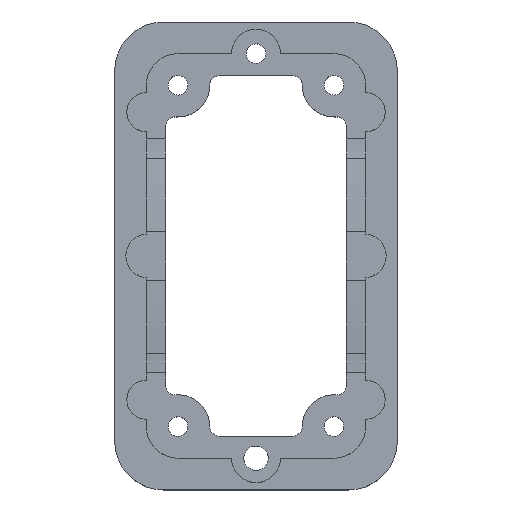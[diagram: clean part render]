
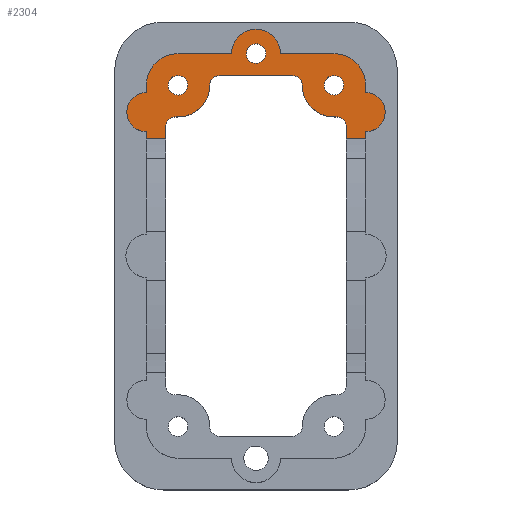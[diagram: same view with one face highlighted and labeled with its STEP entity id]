
A CAD part, top view. The second image highlights one B-rep face of the part: STEP entity #2304.
In plain terms, the highlighted planar face has unit normal (0, 0, 1).
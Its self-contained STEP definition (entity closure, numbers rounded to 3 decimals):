
#171=AXIS2_PLACEMENT_3D('Circle Axis2P3D',#169,#170,$) ;
#363=AXIS2_PLACEMENT_3D('Circle Axis2P3D',#361,#362,$) ;
#420=AXIS2_PLACEMENT_3D('Circle Axis2P3D',#418,#419,$) ;
#482=AXIS2_PLACEMENT_3D('Circle Axis2P3D',#480,#481,$) ;
#539=AXIS2_PLACEMENT_3D('Circle Axis2P3D',#537,#538,$) ;
#596=AXIS2_PLACEMENT_3D('Circle Axis2P3D',#594,#595,$) ;
#613=AXIS2_PLACEMENT_3D('Circle Axis2P3D',#611,#612,$) ;
#653=AXIS2_PLACEMENT_3D('Circle Axis2P3D',#651,#652,$) ;
#670=AXIS2_PLACEMENT_3D('Circle Axis2P3D',#668,#669,$) ;
#710=AXIS2_PLACEMENT_3D('Circle Axis2P3D',#708,#709,$) ;
#727=AXIS2_PLACEMENT_3D('Circle Axis2P3D',#725,#726,$) ;
#1726=AXIS2_PLACEMENT_3D('Circle Axis2P3D',#1724,#1725,$) ;
#1750=AXIS2_PLACEMENT_3D('Circle Axis2P3D',#1748,#1749,$) ;
#1788=AXIS2_PLACEMENT_3D('Circle Axis2P3D',#1786,#1787,$) ;
#1976=AXIS2_PLACEMENT_3D('Plane Axis2P3D',#1973,#1974,#1975) ;
#2162=AXIS2_PLACEMENT_3D('Circle Axis2P3D',#2160,#2161,$) ;
#2251=AXIS2_PLACEMENT_3D('Circle Axis2P3D',#2249,#2250,$) ;
#2265=AXIS2_PLACEMENT_3D('Circle Axis2P3D',#2263,#2264,$) ;
#40=CARTESIAN_POINT('Vertex',(6.5,72.,11.9)) ;
#56=CARTESIAN_POINT('Vertex',(10.5,72.,11.9)) ;
#59=CARTESIAN_POINT('Line Origine',(29.,72.,11.9)) ;
#90=CARTESIAN_POINT('Line Origine',(6.5,72.75,11.9)) ;
#94=CARTESIAN_POINT('Vertex',(6.5,73.5,11.9)) ;
#161=CARTESIAN_POINT('Vertex',(6.5,81.5,11.9)) ;
#169=CARTESIAN_POINT('Axis2P3D Location',(6.5,77.5,11.9)) ;
#252=CARTESIAN_POINT('Line Origine',(29.,72.,11.9)) ;
#256=CARTESIAN_POINT('Vertex',(47.5,72.,11.9)) ;
#258=CARTESIAN_POINT('Vertex',(51.5,72.,11.9)) ;
#312=CARTESIAN_POINT('Vertex',(51.5,73.5,11.9)) ;
#315=CARTESIAN_POINT('Line Origine',(51.5,72.75,11.9)) ;
#358=CARTESIAN_POINT('Vertex',(51.5,81.5,11.9)) ;
#361=CARTESIAN_POINT('Axis2P3D Location',(51.5,77.5,11.9)) ;
#384=CARTESIAN_POINT('Vertex',(51.5,83.,11.9)) ;
#387=CARTESIAN_POINT('Line Origine',(51.5,82.25,11.9)) ;
#415=CARTESIAN_POINT('Vertex',(45.,89.5,11.9)) ;
#418=CARTESIAN_POINT('Axis2P3D Location',(45.,83.,11.9)) ;
#446=CARTESIAN_POINT('Vertex',(34.,89.5,11.9)) ;
#449=CARTESIAN_POINT('Line Origine',(39.5,89.5,11.9)) ;
#477=CARTESIAN_POINT('Vertex',(24.,89.5,11.9)) ;
#480=CARTESIAN_POINT('Axis2P3D Location',(29.,89.5,11.9)) ;
#503=CARTESIAN_POINT('Vertex',(13.,89.5,11.9)) ;
#506=CARTESIAN_POINT('Line Origine',(18.5,89.5,11.9)) ;
#534=CARTESIAN_POINT('Vertex',(6.5,83.,11.9)) ;
#537=CARTESIAN_POINT('Axis2P3D Location',(13.,83.,11.9)) ;
#554=CARTESIAN_POINT('Line Origine',(6.5,82.25,11.9)) ;
#577=CARTESIAN_POINT('Vertex',(28.041,87.745,11.9)) ;
#591=CARTESIAN_POINT('Vertex',(29.959,91.255,11.9)) ;
#594=CARTESIAN_POINT('Axis2P3D Location',(29.,89.5,11.9)) ;
#611=CARTESIAN_POINT('Axis2P3D Location',(29.,89.5,11.9)) ;
#634=CARTESIAN_POINT('Vertex',(44.041,81.245,11.9)) ;
#648=CARTESIAN_POINT('Vertex',(45.959,84.755,11.9)) ;
#651=CARTESIAN_POINT('Axis2P3D Location',(45.,83.,11.9)) ;
#668=CARTESIAN_POINT('Axis2P3D Location',(45.,83.,11.9)) ;
#691=CARTESIAN_POINT('Vertex',(12.041,81.245,11.9)) ;
#705=CARTESIAN_POINT('Vertex',(13.959,84.755,11.9)) ;
#708=CARTESIAN_POINT('Axis2P3D Location',(13.,83.,11.9)) ;
#725=CARTESIAN_POINT('Axis2P3D Location',(13.,83.,11.9)) ;
#1707=CARTESIAN_POINT('Vertex',(45.382,76.511,11.9)) ;
#1721=CARTESIAN_POINT('Vertex',(47.5,74.515,11.9)) ;
#1724=CARTESIAN_POINT('Axis2P3D Location',(45.5,74.515,11.9)) ;
#1748=CARTESIAN_POINT('Axis2P3D Location',(45.,83.,11.9)) ;
#1752=CARTESIAN_POINT('Vertex',(38.5,83.,11.9)) ;
#1778=CARTESIAN_POINT('Vertex',(36.5,85.,11.9)) ;
#1786=CARTESIAN_POINT('Axis2P3D Location',(36.5,83.,11.9)) ;
#1817=CARTESIAN_POINT('Line Origine',(47.5,73.257,11.9)) ;
#1973=CARTESIAN_POINT('Axis2P3D Location',(29.,48.,11.9)) ;
#2115=CARTESIAN_POINT('Vertex',(10.5,74.515,11.9)) ;
#2118=CARTESIAN_POINT('Line Origine',(10.5,73.257,11.9)) ;
#2157=CARTESIAN_POINT('Vertex',(12.618,76.511,11.9)) ;
#2160=CARTESIAN_POINT('Axis2P3D Location',(12.5,74.515,11.9)) ;
#2249=CARTESIAN_POINT('Axis2P3D Location',(21.5,83.,11.9)) ;
#2253=CARTESIAN_POINT('Vertex',(19.5,83.,11.9)) ;
#2255=CARTESIAN_POINT('Vertex',(21.5,85.,11.9)) ;
#2258=CARTESIAN_POINT('Line Origine',(29.,85.,11.9)) ;
#2263=CARTESIAN_POINT('Axis2P3D Location',(13.,83.,11.9)) ;
#60=DIRECTION('Vector Direction',(1.,0.,0.)) ;
#91=DIRECTION('Vector Direction',(0.,-1.,0.)) ;
#170=DIRECTION('Axis2P3D Direction',(-0.,0.,1.)) ;
#253=DIRECTION('Vector Direction',(1.,0.,0.)) ;
#316=DIRECTION('Vector Direction',(0.,-1.,0.)) ;
#362=DIRECTION('Axis2P3D Direction',(-0.,0.,1.)) ;
#388=DIRECTION('Vector Direction',(0.,-1.,0.)) ;
#419=DIRECTION('Axis2P3D Direction',(-0.,0.,1.)) ;
#450=DIRECTION('Vector Direction',(1.,0.,0.)) ;
#481=DIRECTION('Axis2P3D Direction',(-0.,0.,1.)) ;
#507=DIRECTION('Vector Direction',(1.,0.,0.)) ;
#538=DIRECTION('Axis2P3D Direction',(-0.,0.,1.)) ;
#555=DIRECTION('Vector Direction',(0.,-1.,0.)) ;
#595=DIRECTION('Axis2P3D Direction',(-0.,-0.,-1.)) ;
#612=DIRECTION('Axis2P3D Direction',(-0.,-0.,-1.)) ;
#652=DIRECTION('Axis2P3D Direction',(-0.,-0.,-1.)) ;
#669=DIRECTION('Axis2P3D Direction',(-0.,-0.,-1.)) ;
#709=DIRECTION('Axis2P3D Direction',(-0.,-0.,-1.)) ;
#726=DIRECTION('Axis2P3D Direction',(-0.,-0.,-1.)) ;
#1725=DIRECTION('Axis2P3D Direction',(0.,0.,1.)) ;
#1749=DIRECTION('Axis2P3D Direction',(-0.,0.,1.)) ;
#1787=DIRECTION('Axis2P3D Direction',(0.,0.,-1.)) ;
#1818=DIRECTION('Vector Direction',(0.,-1.,0.)) ;
#1974=DIRECTION('Axis2P3D Direction',(-0.,0.,1.)) ;
#1975=DIRECTION('Axis2P3D XDirection',(0.,-1.,0.)) ;
#2119=DIRECTION('Vector Direction',(0.,1.,0.)) ;
#2161=DIRECTION('Axis2P3D Direction',(0.,0.,1.)) ;
#2250=DIRECTION('Axis2P3D Direction',(-0.,0.,1.)) ;
#2259=DIRECTION('Vector Direction',(-1.,0.,0.)) ;
#2264=DIRECTION('Axis2P3D Direction',(-0.,0.,1.)) ;
#61=VECTOR('Line Direction',#60,1.) ;
#92=VECTOR('Line Direction',#91,1.) ;
#254=VECTOR('Line Direction',#253,1.) ;
#317=VECTOR('Line Direction',#316,1.) ;
#389=VECTOR('Line Direction',#388,1.) ;
#451=VECTOR('Line Direction',#450,1.) ;
#508=VECTOR('Line Direction',#507,1.) ;
#556=VECTOR('Line Direction',#555,1.) ;
#1819=VECTOR('Line Direction',#1818,1.) ;
#2120=VECTOR('Line Direction',#2119,1.) ;
#2260=VECTOR('Line Direction',#2259,1.) ;
#2269=ORIENTED_EDGE('',*,*,#2257,.T.) ;
#2270=ORIENTED_EDGE('',*,*,#2262,.F.) ;
#2271=ORIENTED_EDGE('',*,*,#1790,.T.) ;
#2272=ORIENTED_EDGE('',*,*,#1754,.F.) ;
#2273=ORIENTED_EDGE('',*,*,#1728,.T.) ;
#2274=ORIENTED_EDGE('',*,*,#1821,.F.) ;
#2275=ORIENTED_EDGE('',*,*,#260,.T.) ;
#2276=ORIENTED_EDGE('',*,*,#319,.T.) ;
#2277=ORIENTED_EDGE('',*,*,#365,.T.) ;
#2278=ORIENTED_EDGE('',*,*,#391,.T.) ;
#2279=ORIENTED_EDGE('',*,*,#422,.T.) ;
#2280=ORIENTED_EDGE('',*,*,#453,.T.) ;
#2281=ORIENTED_EDGE('',*,*,#484,.T.) ;
#2282=ORIENTED_EDGE('',*,*,#510,.T.) ;
#2283=ORIENTED_EDGE('',*,*,#541,.T.) ;
#2284=ORIENTED_EDGE('',*,*,#558,.T.) ;
#2285=ORIENTED_EDGE('',*,*,#173,.T.) ;
#2286=ORIENTED_EDGE('',*,*,#96,.T.) ;
#2287=ORIENTED_EDGE('',*,*,#63,.F.) ;
#2288=ORIENTED_EDGE('',*,*,#2122,.F.) ;
#2289=ORIENTED_EDGE('',*,*,#2164,.T.) ;
#2290=ORIENTED_EDGE('',*,*,#2267,.F.) ;
#2293=ORIENTED_EDGE('',*,*,#598,.F.) ;
#2294=ORIENTED_EDGE('',*,*,#615,.F.) ;
#2297=ORIENTED_EDGE('',*,*,#655,.F.) ;
#2298=ORIENTED_EDGE('',*,*,#672,.F.) ;
#2301=ORIENTED_EDGE('',*,*,#712,.F.) ;
#2302=ORIENTED_EDGE('',*,*,#729,.F.) ;
#2295=FACE_BOUND('',#2292,.T.) ;
#2299=FACE_BOUND('',#2296,.T.) ;
#2303=FACE_BOUND('',#2300,.T.) ;
#2304=ADVANCED_FACE('Hauptk\X2\00F6\X0\rper',(#2291,#2295,#2299,#2303),#1977,.T.) ;
#172=CIRCLE('generated circle',#171,4.) ;
#364=CIRCLE('generated circle',#363,4.) ;
#421=CIRCLE('generated circle',#420,6.5) ;
#483=CIRCLE('generated circle',#482,5.) ;
#540=CIRCLE('generated circle',#539,6.5) ;
#597=CIRCLE('generated circle',#596,2.) ;
#614=CIRCLE('generated circle',#613,2.) ;
#654=CIRCLE('generated circle',#653,2.) ;
#671=CIRCLE('generated circle',#670,2.) ;
#711=CIRCLE('generated circle',#710,2.) ;
#728=CIRCLE('generated circle',#727,2.) ;
#1727=CIRCLE('generated circle',#1726,2.) ;
#1751=CIRCLE('generated circle',#1750,6.5) ;
#1789=CIRCLE('generated circle',#1788,2.) ;
#2163=CIRCLE('generated circle',#2162,2.) ;
#2252=CIRCLE('generated circle',#2251,2.) ;
#2266=CIRCLE('generated circle',#2265,6.5) ;
#63=EDGE_CURVE('',#57,#41,#62,.F.) ;
#96=EDGE_CURVE('',#95,#41,#93,.T.) ;
#173=EDGE_CURVE('',#162,#95,#172,.T.) ;
#260=EDGE_CURVE('',#257,#259,#255,.T.) ;
#319=EDGE_CURVE('',#259,#313,#318,.F.) ;
#365=EDGE_CURVE('',#313,#359,#364,.T.) ;
#391=EDGE_CURVE('',#359,#385,#390,.F.) ;
#422=EDGE_CURVE('',#385,#416,#421,.T.) ;
#453=EDGE_CURVE('',#416,#447,#452,.F.) ;
#484=EDGE_CURVE('',#447,#478,#483,.T.) ;
#510=EDGE_CURVE('',#478,#504,#509,.F.) ;
#541=EDGE_CURVE('',#504,#535,#540,.T.) ;
#558=EDGE_CURVE('',#535,#162,#557,.T.) ;
#598=EDGE_CURVE('',#592,#578,#597,.F.) ;
#615=EDGE_CURVE('',#578,#592,#614,.F.) ;
#655=EDGE_CURVE('',#649,#635,#654,.F.) ;
#672=EDGE_CURVE('',#635,#649,#671,.F.) ;
#712=EDGE_CURVE('',#706,#692,#711,.F.) ;
#729=EDGE_CURVE('',#692,#706,#728,.F.) ;
#1728=EDGE_CURVE('',#1708,#1722,#1727,.F.) ;
#1754=EDGE_CURVE('',#1708,#1753,#1751,.F.) ;
#1790=EDGE_CURVE('',#1779,#1753,#1789,.T.) ;
#1821=EDGE_CURVE('',#257,#1722,#1820,.F.) ;
#2122=EDGE_CURVE('',#2116,#57,#2121,.F.) ;
#2164=EDGE_CURVE('',#2116,#2158,#2163,.F.) ;
#2257=EDGE_CURVE('',#2254,#2256,#2252,.F.) ;
#2262=EDGE_CURVE('',#1779,#2256,#2261,.T.) ;
#2267=EDGE_CURVE('',#2254,#2158,#2266,.F.) ;
#2268=EDGE_LOOP('',(#2269,#2270,#2271,#2272,#2273,#2274,#2275,#2276,#2277,#2278,#2279,#2280,#2281,#2282,#2283,#2284,#2285,#2286,#2287,#2288,#2289,#2290)) ;
#2292=EDGE_LOOP('',(#2293,#2294)) ;
#2296=EDGE_LOOP('',(#2297,#2298)) ;
#2300=EDGE_LOOP('',(#2301,#2302)) ;
#2291=FACE_OUTER_BOUND('',#2268,.T.) ;
#62=LINE('Line',#59,#61) ;
#93=LINE('Line',#90,#92) ;
#255=LINE('Line',#252,#254) ;
#318=LINE('Line',#315,#317) ;
#390=LINE('Line',#387,#389) ;
#452=LINE('Line',#449,#451) ;
#509=LINE('Line',#506,#508) ;
#557=LINE('Line',#554,#556) ;
#1820=LINE('Line',#1817,#1819) ;
#2121=LINE('Line',#2118,#2120) ;
#2261=LINE('Line',#2258,#2260) ;
#1977=PLANE('',#1976) ;
#41=VERTEX_POINT('',#40) ;
#57=VERTEX_POINT('',#56) ;
#95=VERTEX_POINT('',#94) ;
#162=VERTEX_POINT('',#161) ;
#257=VERTEX_POINT('',#256) ;
#259=VERTEX_POINT('',#258) ;
#313=VERTEX_POINT('',#312) ;
#359=VERTEX_POINT('',#358) ;
#385=VERTEX_POINT('',#384) ;
#416=VERTEX_POINT('',#415) ;
#447=VERTEX_POINT('',#446) ;
#478=VERTEX_POINT('',#477) ;
#504=VERTEX_POINT('',#503) ;
#535=VERTEX_POINT('',#534) ;
#578=VERTEX_POINT('',#577) ;
#592=VERTEX_POINT('',#591) ;
#635=VERTEX_POINT('',#634) ;
#649=VERTEX_POINT('',#648) ;
#692=VERTEX_POINT('',#691) ;
#706=VERTEX_POINT('',#705) ;
#1708=VERTEX_POINT('',#1707) ;
#1722=VERTEX_POINT('',#1721) ;
#1753=VERTEX_POINT('',#1752) ;
#1779=VERTEX_POINT('',#1778) ;
#2116=VERTEX_POINT('',#2115) ;
#2158=VERTEX_POINT('',#2157) ;
#2254=VERTEX_POINT('',#2253) ;
#2256=VERTEX_POINT('',#2255) ;
